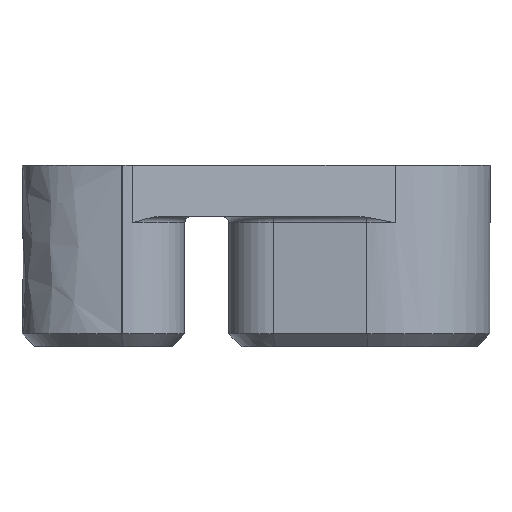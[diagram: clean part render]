
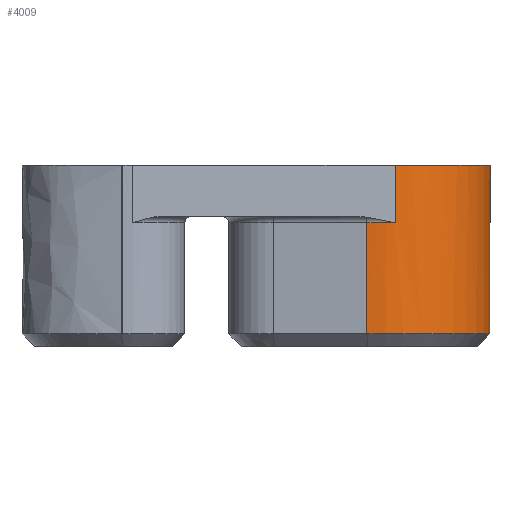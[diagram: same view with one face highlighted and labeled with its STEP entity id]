
A CAD part, left-side view. The second image highlights one B-rep face of the part: STEP entity #4009.
In plain terms, the highlighted cylindrical face has radius 28.194 mm (diameter 56.388 mm), a partial arc.
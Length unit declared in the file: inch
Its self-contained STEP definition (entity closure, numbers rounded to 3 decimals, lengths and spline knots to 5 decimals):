
#31 = DIRECTION ( 'NONE',  ( 0., 0., 1. ) ) ;
#37 = AXIS2_PLACEMENT_3D ( 'NONE', #1996, #4516, #1147 ) ;
#64 = ORIENTED_EDGE ( 'NONE', *, *, #1714, .F. ) ;
#301 = EDGE_CURVE ( 'NONE', #1215, #3685, #3934, .T. ) ;
#353 = EDGE_CURVE ( 'NONE', #879, #2728, #3258, .T. ) ;
#465 = ORIENTED_EDGE ( 'NONE', *, *, #353, .T. ) ;
#474 = CIRCLE ( 'NONE', #3689, 1.11 ) ;
#624 = EDGE_CURVE ( 'NONE', #3685, #3066, #3405, .T. ) ;
#705 = CARTESIAN_POINT ( 'NONE',  ( -4.6211, -0.73767, -1.15 ) ) ;
#743 = DIRECTION ( 'NONE',  ( 0., 0., 1. ) ) ;
#879 = VERTEX_POINT ( 'NONE', #4695 ) ;
#1118 = ORIENTED_EDGE ( 'NONE', *, *, #3264, .F. ) ;
#1127 = CARTESIAN_POINT ( 'NONE',  ( -3.52251, -1.94439, -1.275 ) ) ;
#1147 = DIRECTION ( 'NONE',  ( 1., 0., 0. ) ) ;
#1215 = VERTEX_POINT ( 'NONE', #3179 ) ;
#1334 = CARTESIAN_POINT ( 'NONE',  ( -4.6211, -0.73767, -0.0625 ) ) ;
#1339 = VECTOR ( 'NONE', #1590, 39.37008 ) ;
#1381 = VERTEX_POINT ( 'NONE', #705 ) ;
#1435 = VECTOR ( 'NONE', #31, 39.37008 ) ;
#1482 = AXIS2_PLACEMENT_3D ( 'NONE', #1508, #3683, #2896 ) ;
#1508 = CARTESIAN_POINT ( 'NONE',  ( -3.51533, -0.83442, -1.275 ) ) ;
#1531 = FACE_OUTER_BOUND ( 'NONE', #3418, .T. ) ;
#1590 = DIRECTION ( 'NONE',  ( 0., 0., -1. ) ) ;
#1651 = DIRECTION ( 'NONE',  ( -1., 0., 0. ) ) ;
#1714 = EDGE_CURVE ( 'NONE', #1381, #3066, #3792, .T. ) ;
#1879 = VECTOR ( 'NONE', #743, 39.37008 ) ;
#1926 = CARTESIAN_POINT ( 'NONE',  ( -4.61063, -1.01441, -0.0625 ) ) ;
#1996 = CARTESIAN_POINT ( 'NONE',  ( -3.51533, -0.83442, -0.0625 ) ) ;
#2228 = CARTESIAN_POINT ( 'NONE',  ( -3.51533, -0.83442, 0.5 ) ) ;
#2426 = CARTESIAN_POINT ( 'NONE',  ( -4.61063, -1.01441, 0.5 ) ) ;
#2468 = AXIS2_PLACEMENT_3D ( 'NONE', #4262, #4580, #1651 ) ;
#2671 = DIRECTION ( 'NONE',  ( 0., 0., 1. ) ) ;
#2685 = CARTESIAN_POINT ( 'NONE',  ( -3.52251, -1.94439, 0.5 ) ) ;
#2728 = VERTEX_POINT ( 'NONE', #2685 ) ;
#2896 = DIRECTION ( 'NONE',  ( 1., 0., 0. ) ) ;
#3061 = EDGE_CURVE ( 'NONE', #1381, #879, #4540, .T. ) ;
#3066 = VERTEX_POINT ( 'NONE', #1334 ) ;
#3179 = CARTESIAN_POINT ( 'NONE',  ( -4.61063, -1.01441, 0.5 ) ) ;
#3226 = ORIENTED_EDGE ( 'NONE', *, *, #301, .T. ) ;
#3258 = LINE ( 'NONE', #1127, #1879 ) ;
#3264 = EDGE_CURVE ( 'NONE', #1215, #2728, #474, .T. ) ;
#3300 = CYLINDRICAL_SURFACE ( 'NONE', #1482, 1.11 ) ;
#3315 = CARTESIAN_POINT ( 'NONE',  ( -4.6211, -0.73767, -1.275 ) ) ;
#3405 = CIRCLE ( 'NONE', #37, 1.11 ) ;
#3418 = EDGE_LOOP ( 'NONE', ( #3226, #4582, #64, #4694, #465, #1118 ) ) ;
#3683 = DIRECTION ( 'NONE',  ( 0., 0., 1. ) ) ;
#3685 = VERTEX_POINT ( 'NONE', #1926 ) ;
#3689 = AXIS2_PLACEMENT_3D ( 'NONE', #2228, #2671, #4138 ) ;
#3792 = LINE ( 'NONE', #3315, #1435 ) ;
#3934 = LINE ( 'NONE', #2426, #1339 ) ;
#4009 = ADVANCED_FACE ( 'NONE', ( #1531 ), #3300, .T. ) ;
#4138 = DIRECTION ( 'NONE',  ( 1., 0., 0. ) ) ;
#4262 = CARTESIAN_POINT ( 'NONE',  ( -3.51533, -0.83442, -1.15 ) ) ;
#4516 = DIRECTION ( 'NONE',  ( 0., 0., -1. ) ) ;
#4540 = CIRCLE ( 'NONE', #2468, 1.11 ) ;
#4580 = DIRECTION ( 'NONE',  ( 0., 0., 1. ) ) ;
#4582 = ORIENTED_EDGE ( 'NONE', *, *, #624, .T. ) ;
#4694 = ORIENTED_EDGE ( 'NONE', *, *, #3061, .T. ) ;
#4695 = CARTESIAN_POINT ( 'NONE',  ( -3.52251, -1.94439, -1.15 ) ) ;
